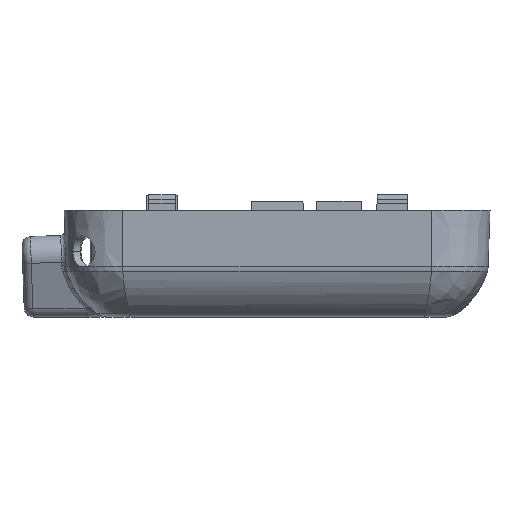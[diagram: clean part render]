
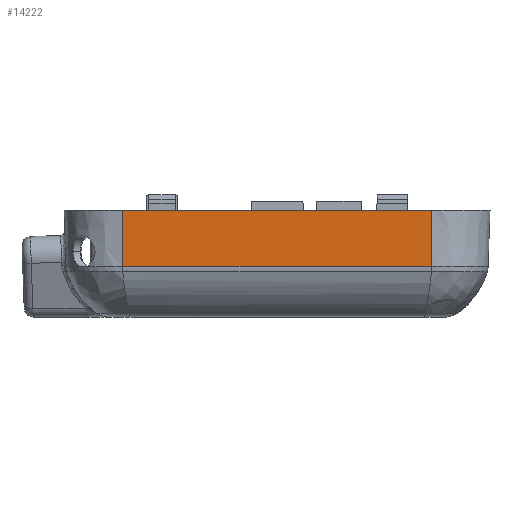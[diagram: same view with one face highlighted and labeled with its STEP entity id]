
A CAD part, top view. The second image highlights one B-rep face of the part: STEP entity #14222.
In plain terms, the highlighted planar face has unit normal (0, -0.035, 0.999).
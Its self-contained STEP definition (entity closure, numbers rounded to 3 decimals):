
#1235=CARTESIAN_POINT('',(-16.966,5.114,19.288));
#1236=CARTESIAN_POINT('',(-16.98,5.114,19.288));
#1237=CARTESIAN_POINT('',(-16.994,5.114,19.288));
#1238=CARTESIAN_POINT('',(-17.008,5.114,19.288));
#1243=CARTESIAN_POINT('',(17.008,5.114,19.288));
#1244=CARTESIAN_POINT('',(16.994,5.114,19.288));
#1245=CARTESIAN_POINT('',(16.98,5.114,19.288));
#1246=CARTESIAN_POINT('',(16.966,5.114,19.288));
#1277=DIRECTION('',(1.,0.,0.));
#1278=VECTOR('',#1277,33.931);
#1279=CARTESIAN_POINT('',(-16.966,5.114,19.288));
#1280=LINE('',#1279,#1278);
#3219=DIRECTION('',(-1.,0.,0.));
#3220=VECTOR('',#3219,34.016);
#3221=CARTESIAN_POINT('',(17.008,11.3,19.504));
#3222=LINE('',#3221,#3220);
#6019=DIRECTION('',(0.,-0.999,-0.035));
#6020=VECTOR('',#6019,6.189);
#6021=CARTESIAN_POINT('',(-17.008,11.3,19.504));
#6022=LINE('',#6021,#6020);
#10336=CARTESIAN_POINT('',(17.008,5.114,19.288));
#10341=DIRECTION('',(0.,0.999,0.035));
#10342=VECTOR('',#10341,6.189);
#10343=CARTESIAN_POINT('',(17.008,5.114,19.288));
#10344=LINE('',#10343,#10342);
#11729=VERTEX_POINT('',#10336);
#11730=CARTESIAN_POINT('',(17.008,11.3,19.504));
#11731=VERTEX_POINT('',#11730);
#11753=CARTESIAN_POINT('',(-17.008,11.3,
19.504));
#11754=VERTEX_POINT('',#11753);
#11883=CARTESIAN_POINT('',(-17.008,5.114,
19.288));
#11884=VERTEX_POINT('',#11883);
#11930=VERTEX_POINT('',#1235);
#11931=VERTEX_POINT('',#1246);
#14204=CARTESIAN_POINT('',(-18.864,11.3,19.504));
#14205=DIRECTION('',(0.,-0.035,0.999));
#14206=DIRECTION('',(1.,0.,0.));
#14207=AXIS2_PLACEMENT_3D('',#14204,#14205,#14206);
#14208=PLANE('',#14207);
#14210=ORIENTED_EDGE('',*,*,#14209,.T.);
#14212=ORIENTED_EDGE('',*,*,#14211,.F.);
#14214=ORIENTED_EDGE('',*,*,#14213,.F.);
#14216=ORIENTED_EDGE('',*,*,#14215,.F.);
#14217=ORIENTED_EDGE('',*,*,#14194,.T.);
#14219=ORIENTED_EDGE('',*,*,#14218,.F.);
#14220=EDGE_LOOP('',(#14210,#14212,#14214,#14216,#14217,#14219));
#14221=FACE_OUTER_BOUND('',#14220,.F.);
#14222=ADVANCED_FACE('',(#14221),#14208,.T.);
#1239=B_SPLINE_CURVE_WITH_KNOTS('',3,(#1235,#1236,#1237,#1238),.UNSPECIFIED.,
.F.,.F.,(4,4),(0.,1.),.UNSPECIFIED.);
#1247=B_SPLINE_CURVE_WITH_KNOTS('',3,(#1243,#1244,#1245,#1246),.UNSPECIFIED.,
.F.,.F.,(4,4),(0.,1.),.UNSPECIFIED.);
#14194=EDGE_CURVE('',#11729,#11931,#1247,.T.);
#14209=EDGE_CURVE('',#11930,#11884,#1239,.T.);
#14211=EDGE_CURVE('',#11754,#11884,#6022,.T.);
#14213=EDGE_CURVE('',#11731,#11754,#3222,.T.);
#14215=EDGE_CURVE('',#11729,#11731,#10344,.T.);
#14218=EDGE_CURVE('',#11930,#11931,#1280,.T.);
